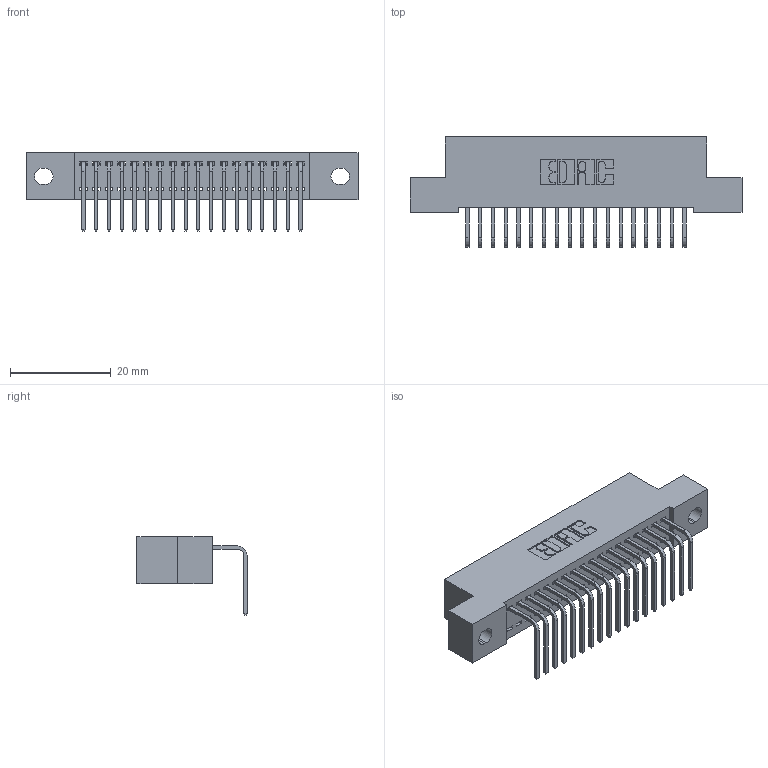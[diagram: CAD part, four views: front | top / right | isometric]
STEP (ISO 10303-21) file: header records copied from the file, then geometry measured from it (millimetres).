
FILE_DESCRIPTION (( 'STEP AP203' ), '1' );
FILE_NAME ('392-018-558-102.STEP', '2018-08-15T04:44:34', ( '' ), ( '' ), 'SwSTEP 2.0', 'SolidWorks 2016', '' );
FILE_SCHEMA (( 'CONFIG_CONTROL_DESIGN' ));
Length unit declared in the file: inch
Products named in the file (3): 342 Part_.128 Slot; 345-292-001_558 Tail - 2; 392-018-558-102
Assembly tree (19 placements, depth 2):
  392-018-558-102
    342 Part_.128 Slot
    345-292-001_558 Tail - 2  x18
Bounding box: 66.04 x 21.91 x 15.62 mm (x, y, z)
Volume: 5709.8 mm3; surface area: 8036.7 mm2
Topology: 19 solids, 19 shells, 1194 faces, 3587 edges, 2366 vertices
Faces by surface type: plane 862, cylinder 332
Entity records: 14195 total; most frequent: CARTESIAN_POINT 2460, ORIENTED_EDGE 2414, DIRECTION 2123, EDGE_CURVE 1207, VECTOR 1079, LINE 1079, VERTEX_POINT 802, AXIS2_PLACEMENT_3D 522
